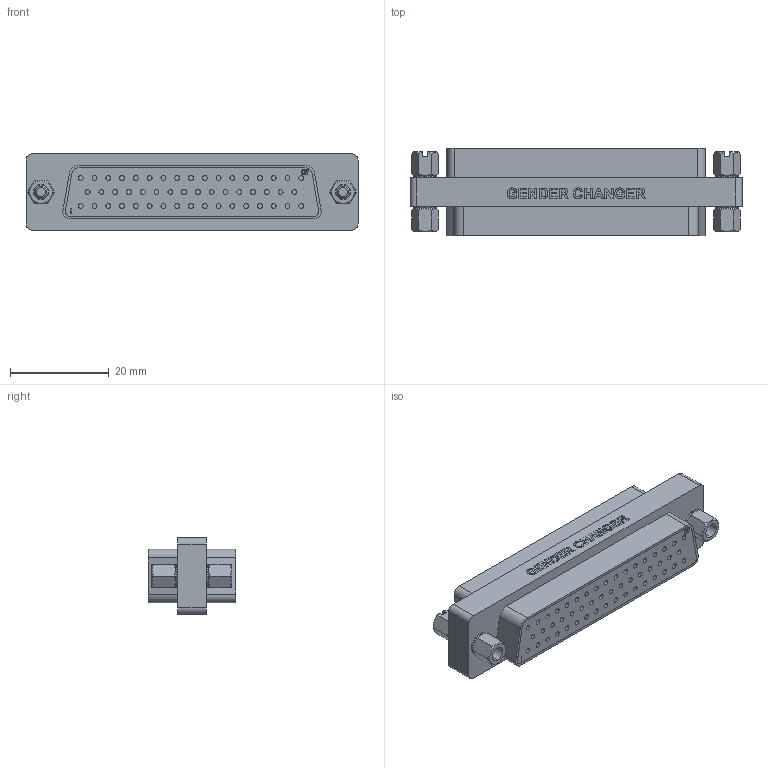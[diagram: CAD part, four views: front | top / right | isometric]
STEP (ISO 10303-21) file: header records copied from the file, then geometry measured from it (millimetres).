
FILE_DESCRIPTION (( 'STEP AP203' ), '1' );
FILE_NAME ('DGB50F.STEP', '2006-06-23T18:35:55', ( 'lcom' ), ( 'lcom' ), 'SwSTEP 2.0', 'SolidWorks 2006004', '' );
FILE_SCHEMA (( 'CONFIG_CONTROL_DESIGN' ));
Length unit declared in the file: inch
Products named in the file (5): 3AA06-001; 3AA05-002; DGB50F; SD50S_Without Mounting Flange and Solder Cups; DGB50F-MA1
Assembly tree (7 placements, depth 2):
  DGB50F
    3AA06-001  x2
    SD50S_Without Mounting Flange and Solder Cups  x2
    3AA05-002  x2
    DGB50F-MA1
Bounding box: 67.31 x 17.65 x 15.49 mm (x, y, z)
Volume: 12396 mm3; surface area: 9370.8 mm2
Topology: 7 solids, 7 shells, 907 faces, 2144 edges, 1390 vertices
Faces by surface type: plane 403, cylinder 284, bspline 132, cone 56, sphere 20, torus 12
Entity records: 29502 total; most frequent: CARTESIAN_POINT 14652, ORIENTED_EDGE 3042, DIRECTION 2693, EDGE_CURVE 1521, VERTEX_POINT 993, AXIS2_PLACEMENT_3D 900, LINE 893, VECTOR 893
